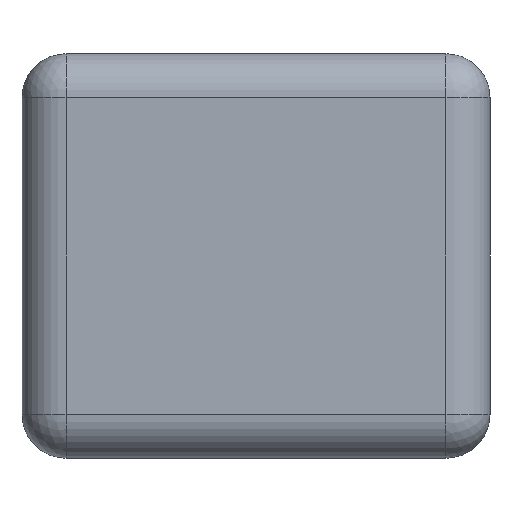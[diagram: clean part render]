
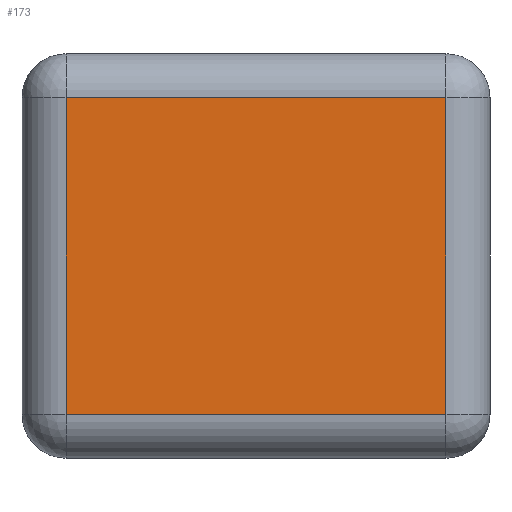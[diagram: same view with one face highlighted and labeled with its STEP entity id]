
A CAD part, left-side view. The second image highlights one B-rep face of the part: STEP entity #173.
In plain terms, the highlighted planar face has unit normal (-1, 0, 0).
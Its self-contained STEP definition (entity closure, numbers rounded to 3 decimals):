
#173=ADVANCED_FACE('',(#232),#212,.T.);
#212=PLANE('',#792);
#232=FACE_OUTER_BOUND('',#276,.T.);
#276=EDGE_LOOP('',(#362,#363,#364,#365));
#362=ORIENTED_EDGE('',*,*,#598,.F.);
#363=ORIENTED_EDGE('',*,*,#599,.F.);
#364=ORIENTED_EDGE('',*,*,#600,.T.);
#365=ORIENTED_EDGE('',*,*,#597,.F.);
#533=VERTEX_POINT('',#1153);
#534=VERTEX_POINT('',#1157);
#535=VERTEX_POINT('',#1161);
#536=VERTEX_POINT('',#1163);
#597=EDGE_CURVE('',#533,#534,#679,.T.);
#598=EDGE_CURVE('',#535,#533,#680,.T.);
#599=EDGE_CURVE('',#536,#535,#681,.T.);
#600=EDGE_CURVE('',#536,#534,#682,.T.);
#679=LINE('',#1158,#735);
#680=LINE('',#1160,#736);
#681=LINE('',#1162,#737);
#682=LINE('',#1164,#738);
#735=VECTOR('',#924,1.);
#736=VECTOR('',#927,1.);
#737=VECTOR('',#928,1.);
#738=VECTOR('',#929,1.);
#792=AXIS2_PLACEMENT_3D('',#1165,#930,#931);
#924=DIRECTION('',(0.,1.,0.));
#927=DIRECTION('',(0.,0.,-1.));
#928=DIRECTION('',(0.,-1.,0.));
#929=DIRECTION('',(0.,0.,-1.));
#930=DIRECTION('',(-1.,0.,0.));
#931=DIRECTION('',(0.,1.,0.));
#1153=CARTESIAN_POINT('',(-0.8,-0.329,0.152));
#1157=CARTESIAN_POINT('',(-0.8,0.329,0.152));
#1158=CARTESIAN_POINT('',(-0.8,-0.329,0.152));
#1160=CARTESIAN_POINT('',(-0.8,-0.329,0.7));
#1161=CARTESIAN_POINT('',(-0.8,-0.329,0.7));
#1162=CARTESIAN_POINT('',(-0.8,0.329,0.7));
#1163=CARTESIAN_POINT('',(-0.8,0.329,0.7));
#1164=CARTESIAN_POINT('',(-0.8,0.329,0.7));
#1165=CARTESIAN_POINT('',(-0.8,0.405,0.076));
